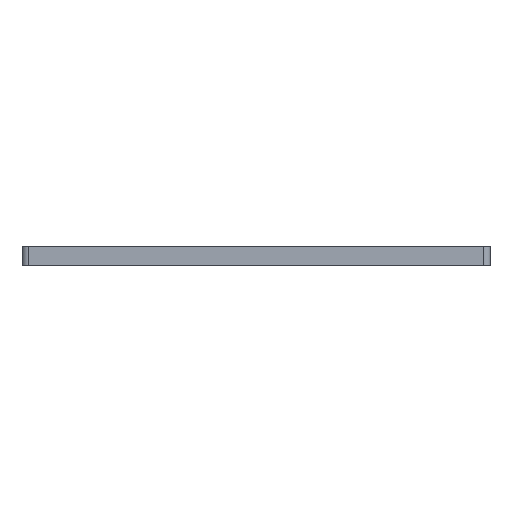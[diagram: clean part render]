
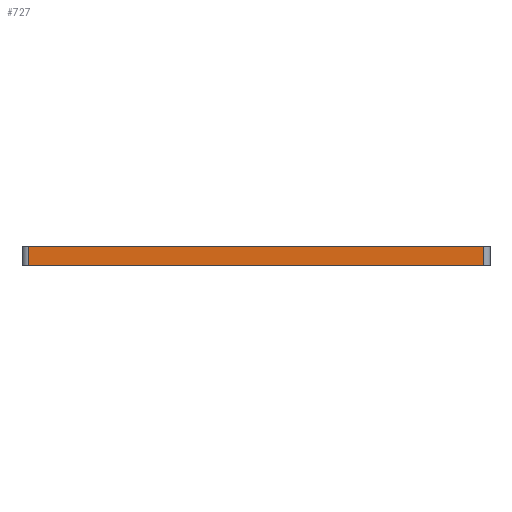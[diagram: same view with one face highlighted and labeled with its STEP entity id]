
A CAD part, front view. The second image highlights one B-rep face of the part: STEP entity #727.
In plain terms, the highlighted planar face has unit normal (0, -1, 0).
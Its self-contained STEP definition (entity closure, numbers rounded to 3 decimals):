
#34=PLANE('',#786);
#67=FACE_OUTER_BOUND('',#111,.T.);
#111=EDGE_LOOP('',(#565,#566,#567,#568));
#155=LINE('',#1029,#245);
#184=LINE('',#1098,#274);
#185=LINE('',#1101,#275);
#186=LINE('',#1102,#276);
#245=VECTOR('',#839,10.);
#274=VECTOR('',#886,10.);
#275=VECTOR('',#889,10.);
#276=VECTOR('',#890,10.);
#348=VERTEX_POINT('',#1026);
#349=VERTEX_POINT('',#1028);
#380=VERTEX_POINT('',#1096);
#381=VERTEX_POINT('',#1100);
#418=EDGE_CURVE('',#349,#348,#155,.T.);
#453=EDGE_CURVE('',#349,#380,#184,.T.);
#454=EDGE_CURVE('',#381,#348,#185,.T.);
#455=EDGE_CURVE('',#380,#381,#186,.T.);
#565=ORIENTED_EDGE('',*,*,#453,.F.);
#566=ORIENTED_EDGE('',*,*,#418,.T.);
#567=ORIENTED_EDGE('',*,*,#454,.F.);
#568=ORIENTED_EDGE('',*,*,#455,.F.);
#727=ADVANCED_FACE('',(#67),#34,.T.);
#786=AXIS2_PLACEMENT_3D('',#1099,#887,#888);
#839=DIRECTION('',(-1.,0.,0.));
#886=DIRECTION('',(0.,0.,-1.));
#887=DIRECTION('center_axis',(0.,-1.,0.));
#888=DIRECTION('ref_axis',(-1.,0.,0.));
#889=DIRECTION('',(0.,0.,1.));
#890=DIRECTION('',(-1.,0.,0.));
#1026=CARTESIAN_POINT('',(77.799,-102.055,3.7));
#1028=CARTESIAN_POINT('',(114.699,-102.055,3.7));
#1029=CARTESIAN_POINT('',(105.724,-102.055,3.7));
#1096=CARTESIAN_POINT('',(114.699,-102.055,2.1));
#1098=CARTESIAN_POINT('',(114.699,-102.055,3.8));
#1099=CARTESIAN_POINT('Origin',(115.199,-102.055,3.8));
#1100=CARTESIAN_POINT('',(77.799,-102.055,2.1));
#1101=CARTESIAN_POINT('',(77.799,-102.055,3.8));
#1102=CARTESIAN_POINT('',(105.724,-102.055,2.1));
